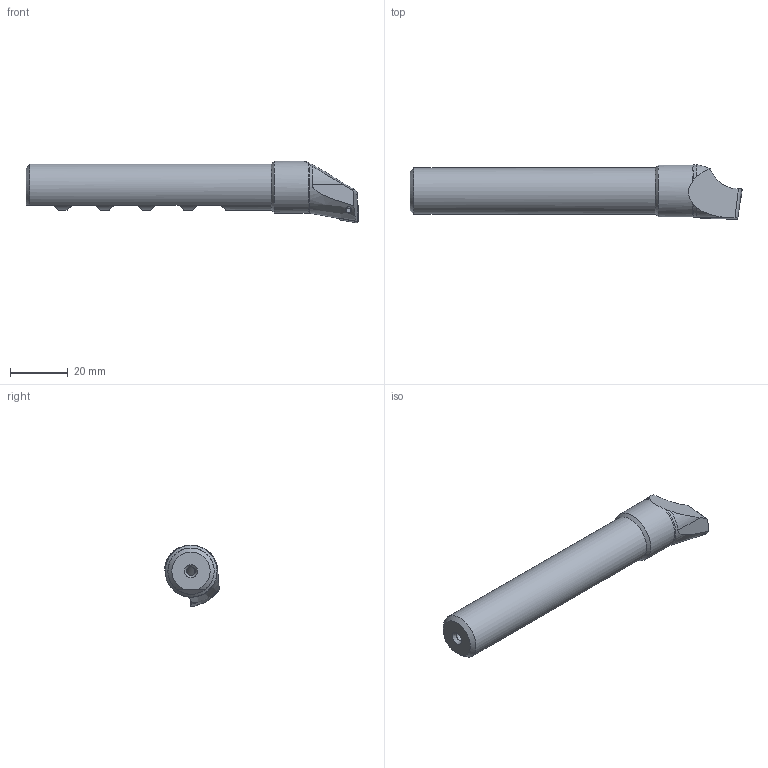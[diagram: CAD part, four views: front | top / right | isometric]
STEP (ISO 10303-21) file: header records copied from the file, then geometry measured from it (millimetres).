
FILE_DESCRIPTION (( 'STEP AP214' ), '1' );
FILE_NAME ('B25.WCA.K11.115.STEP', '2020-08-13T14:07:52', ( '' ), ( '' ), 'SwSTEP 2.0', 'SolidWorks 2017', '' );
FILE_SCHEMA (( 'AUTOMOTIVE_DESIGN' ));
Length unit declared in the file: millimetre
Products named in the file (4): B25.WCA.K11.115; B25-WCA.K11.115_A; WCA-ER2.001.006_A; CCMT060204
Assembly tree (3 placements, depth 2):
  B25.WCA.K11.115
    B25-WCA.K11.115_A
    CCMT060204
    WCA-ER2.001.006_A
Bounding box: 115 x 18.92 x 21.38 mm (x, y, z)
Volume: 21229.6 mm3; surface area: 7292 mm2
Topology: 3 solids, 3 shells, 110 faces, 271 edges, 170 vertices
Faces by surface type: plane 42, cylinder 27, cone 23, bspline 12, torus 5, sphere 1
Full cylindrical faces by diameter (mm): 2 x1, 2.05 x1, 2.5 x1, 2.8 x1, 3 x2, 3.4 x1, 3.85 x1, 16 x1, 18 x1
Entity records: 3655 total; most frequent: CARTESIAN_POINT 1245, ORIENTED_EDGE 476, DIRECTION 417, EDGE_CURVE 238, AXIS2_PLACEMENT_3D 164, VERTEX_POINT 160, EDGE_LOOP 140, FACE_OUTER_BOUND 123
